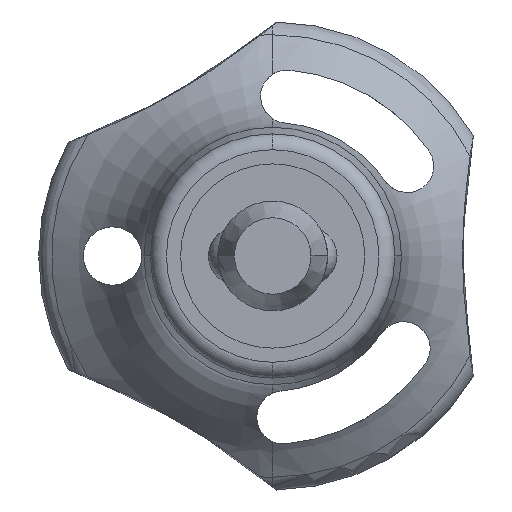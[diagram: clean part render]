
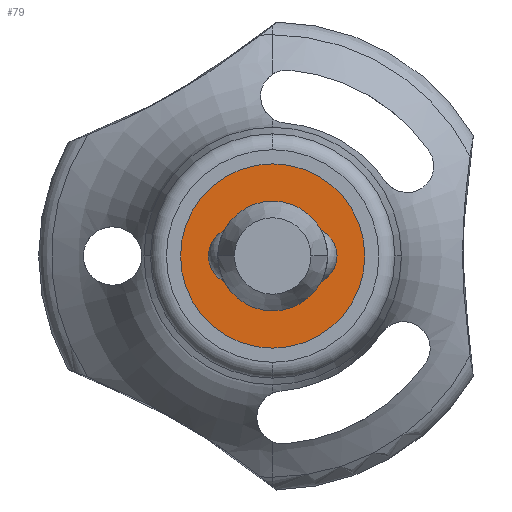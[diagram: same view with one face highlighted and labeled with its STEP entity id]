
A CAD part, front view. The second image highlights one B-rep face of the part: STEP entity #79.
In plain terms, the highlighted planar face has unit normal (0, -1, 0).
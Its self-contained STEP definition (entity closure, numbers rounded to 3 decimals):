
#79=ADVANCED_FACE('',(#203,#204),#205,.T.);
#203=FACE_OUTER_BOUND('',#375,.T.);
#204=FACE_BOUND('',#376,.T.);
#205=PLANE('',#377);
#375=EDGE_LOOP('',(#564,#565));
#376=EDGE_LOOP('',(#566,#567));
#377=AXIS2_PLACEMENT_3D('',#568,#569,#570);
#564=ORIENTED_EDGE('',*,*,#1077,.F.);
#565=ORIENTED_EDGE('',*,*,#1078,.F.);
#566=ORIENTED_EDGE('',*,*,#1079,.T.);
#567=ORIENTED_EDGE('',*,*,#1080,.T.);
#568=CARTESIAN_POINT('',(-2.0,0.0,0.0));
#569=DIRECTION('',(0.,-1.0,0.0));
#570=DIRECTION('',(1.0,0.,0.0));
#1077=EDGE_CURVE('',#1304,#1305,#1306,.T.);
#1078=EDGE_CURVE('',#1305,#1304,#1307,.T.);
#1079=EDGE_CURVE('',#1308,#1309,#1310,.T.);
#1080=EDGE_CURVE('',#1309,#1308,#1311,.T.);
#1304=VERTEX_POINT('',#1938);
#1305=VERTEX_POINT('',#1939);
#1306=CIRCLE('',#1940,4.0);
#1307=CIRCLE('',#1941,4.0);
#1308=VERTEX_POINT('',#1942);
#1309=VERTEX_POINT('',#1943);
#1310=CIRCLE('',#1944,2.381);
#1311=CIRCLE('',#1945,2.381);
#1938=CARTESIAN_POINT('',(-4.0,0.0,0.0));
#1939=CARTESIAN_POINT('',(4.0,0.,0.));
#1940=AXIS2_PLACEMENT_3D('',#3762,#3763,#3764);
#1941=AXIS2_PLACEMENT_3D('',#3765,#3766,#3767);
#1942=CARTESIAN_POINT('',(0.,0.0,-2.381));
#1943=CARTESIAN_POINT('',(0.,0.,2.381));
#1944=AXIS2_PLACEMENT_3D('',#3768,#3769,#3770);
#1945=AXIS2_PLACEMENT_3D('',#3771,#3772,#3773);
#3762=CARTESIAN_POINT('',(0.,0.0,0.0));
#3763=DIRECTION('',(0.,1.0,0.0));
#3764=DIRECTION('',(-1.0,0.,0.0));
#3765=CARTESIAN_POINT('',(0.,0.0,0.0));
#3766=DIRECTION('',(0.,1.0,0.0));
#3767=DIRECTION('',(-1.0,0.,0.0));
#3768=CARTESIAN_POINT('',(0.,0.0,0.0));
#3769=DIRECTION('',(0.,1.0,0.0));
#3770=DIRECTION('',(0.0,0.0,-1.0));
#3771=CARTESIAN_POINT('',(0.,0.0,0.0));
#3772=DIRECTION('',(0.,1.0,0.0));
#3773=DIRECTION('',(0.0,0.0,-1.0));
